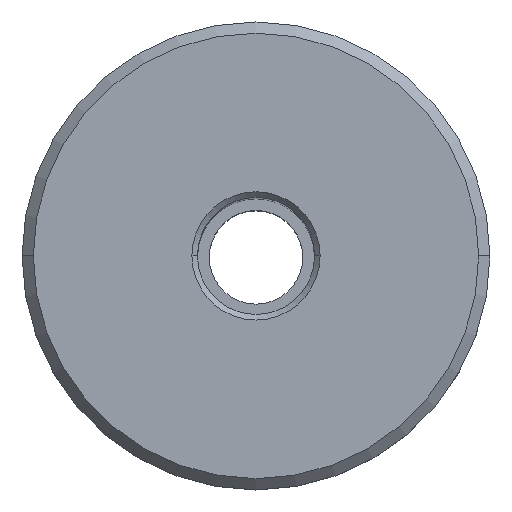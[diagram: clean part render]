
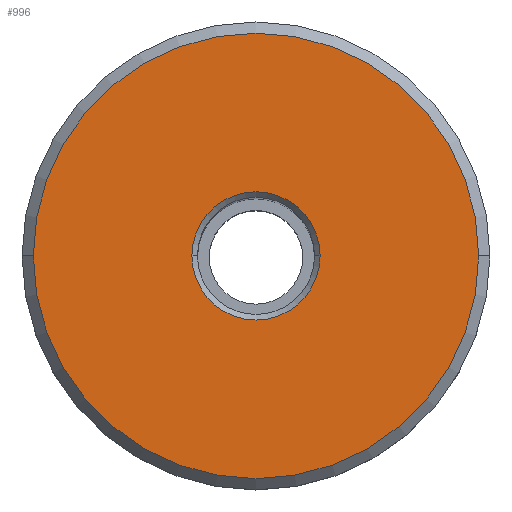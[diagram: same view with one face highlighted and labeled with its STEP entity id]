
A CAD part, top view. The second image highlights one B-rep face of the part: STEP entity #996.
In plain terms, the highlighted planar face has unit normal (0, 0, 1).
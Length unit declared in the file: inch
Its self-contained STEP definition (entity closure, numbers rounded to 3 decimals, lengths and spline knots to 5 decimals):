
#5 = CIRCLE ( 'NONE', #306, 0.17125 ) ;
#41 = DIRECTION ( 'NONE',  ( -1., 0., 0. ) ) ;
#49 = CARTESIAN_POINT ( 'NONE',  ( 0., 0., 0. ) ) ;
#83 = CARTESIAN_POINT ( 'NONE',  ( -0.595, 0., 0. ) ) ;
#136 = VERTEX_POINT ( 'NONE', #83 ) ;
#143 = EDGE_CURVE ( 'NONE', #465, #734, #5, .T. ) ;
#159 = CARTESIAN_POINT ( 'NONE',  ( 0.595, 0., 0. ) ) ;
#228 = ORIENTED_EDGE ( 'NONE', *, *, #143, .T. ) ;
#267 = EDGE_LOOP ( 'NONE', ( #554, #822 ) ) ;
#300 = ORIENTED_EDGE ( 'NONE', *, *, #366, .T. ) ;
#303 = EDGE_CURVE ( 'NONE', #993, #136, #490, .T. ) ;
#306 = AXIS2_PLACEMENT_3D ( 'NONE', #1071, #331, #653 ) ;
#319 = EDGE_LOOP ( 'NONE', ( #228, #300 ) ) ;
#323 = AXIS2_PLACEMENT_3D ( 'NONE', #1048, #616, #553 ) ;
#324 = AXIS2_PLACEMENT_3D ( 'NONE', #830, #694, #1016 ) ;
#331 = DIRECTION ( 'NONE',  ( 0., 0., -1. ) ) ;
#335 = FACE_BOUND ( 'NONE', #319, .T. ) ;
#366 = EDGE_CURVE ( 'NONE', #734, #465, #699, .T. ) ;
#465 = VERTEX_POINT ( 'NONE', #893 ) ;
#477 = CIRCLE ( 'NONE', #324, 0.595 ) ;
#490 = CIRCLE ( 'NONE', #764, 0.595 ) ;
#511 = DIRECTION ( 'NONE',  ( 0., 0., -1. ) ) ;
#553 = DIRECTION ( 'NONE',  ( -1., 0., 0. ) ) ;
#554 = ORIENTED_EDGE ( 'NONE', *, *, #740, .T. ) ;
#616 = DIRECTION ( 'NONE',  ( 0., 0., -1. ) ) ;
#653 = DIRECTION ( 'NONE',  ( -1., 0., 0. ) ) ;
#655 = PLANE ( 'NONE',  #992 ) ;
#694 = DIRECTION ( 'NONE',  ( 0., 0., 1. ) ) ;
#699 = CIRCLE ( 'NONE', #323, 0.17125 ) ;
#734 = VERTEX_POINT ( 'NONE', #836 ) ;
#740 = EDGE_CURVE ( 'NONE', #136, #993, #477, .T. ) ;
#764 = AXIS2_PLACEMENT_3D ( 'NONE', #49, #788, #964 ) ;
#788 = DIRECTION ( 'NONE',  ( 0., 0., 1. ) ) ;
#822 = ORIENTED_EDGE ( 'NONE', *, *, #303, .T. ) ;
#830 = CARTESIAN_POINT ( 'NONE',  ( 0., 0., 0. ) ) ;
#836 = CARTESIAN_POINT ( 'NONE',  ( -0.17125, 0., 0. ) ) ;
#893 = CARTESIAN_POINT ( 'NONE',  ( 0.17125, 0., 0. ) ) ;
#964 = DIRECTION ( 'NONE',  ( -1., 0., 0. ) ) ;
#988 = CARTESIAN_POINT ( 'NONE',  ( 0., 0.625, 0. ) ) ;
#992 = AXIS2_PLACEMENT_3D ( 'NONE', #988, #511, #41 ) ;
#993 = VERTEX_POINT ( 'NONE', #159 ) ;
#996 = ADVANCED_FACE ( 'NONE', ( #1074, #335 ), #655, .F. ) ;
#1016 = DIRECTION ( 'NONE',  ( -1., 0., 0. ) ) ;
#1048 = CARTESIAN_POINT ( 'NONE',  ( 0., 0., 0. ) ) ;
#1071 = CARTESIAN_POINT ( 'NONE',  ( 0., 0., 0. ) ) ;
#1074 = FACE_OUTER_BOUND ( 'NONE', #267, .T. ) ;
